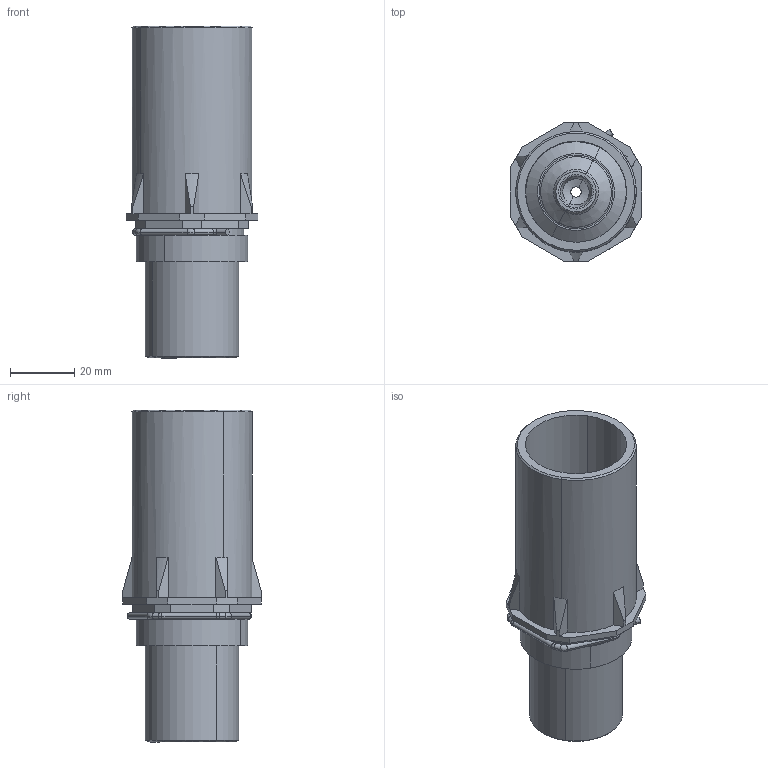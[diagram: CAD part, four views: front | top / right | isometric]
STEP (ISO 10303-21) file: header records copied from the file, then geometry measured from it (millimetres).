
FILE_DESCRIPTION(('CATIA V5 STEP Exchange','CAx-IF Rec.Pracs.--- Model Styling and Organization---1.4--- 2014-01-23'),'2;1');
FILE_NAME ('010100-4_1', '2019-08-16T07:56:23+00:00', ('none'), ('Weidmueller'), 'CATIA Version 5-6 Release 2016 SP3 HF44', 'CATIA V5 STEP AP214', 'none');
FILE_SCHEMA(('AUTOMOTIVE_DESIGN { 1 0 10303 214 1 1 1 1 }'));
Length unit declared in the file: millimetre
Products named in the file (1): 1270510000
Bounding box: 41 x 43 x 103.3 mm (x, y, z)
Volume: 49185.7 mm3; surface area: 34736 mm2
Topology: 3 solids, 4 shells, 180 faces, 413 edges, 255 vertices
Faces by surface type: plane 64, cylinder 60, cone 28, torus 28
Entity records: 4650 total; most frequent: CARTESIAN_POINT 873, ORIENTED_EDGE 826, DIRECTION 623, EDGE_CURVE 413, AXIS2_PLACEMENT_3D 312, VERTEX_POINT 255, EDGE_LOOP 200, VECTOR 198
